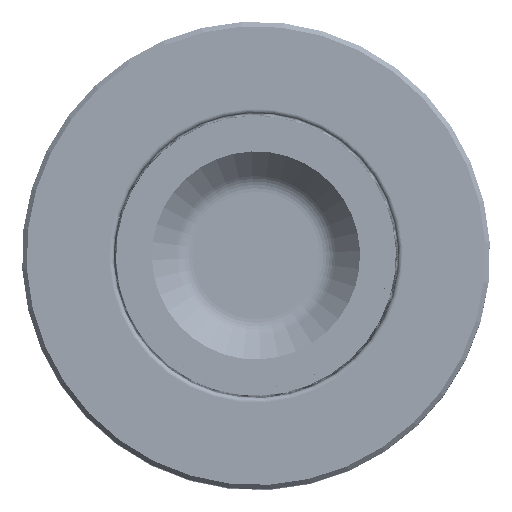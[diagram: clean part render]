
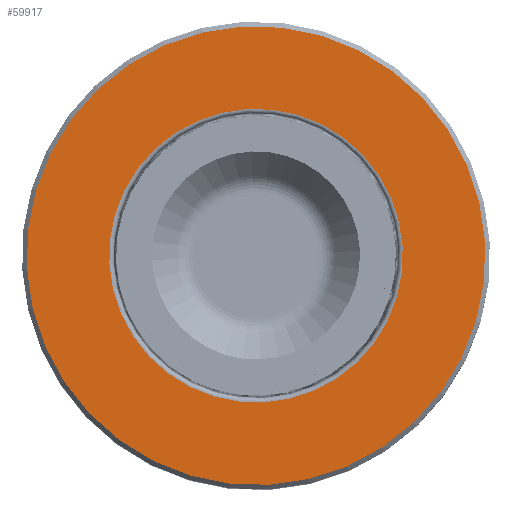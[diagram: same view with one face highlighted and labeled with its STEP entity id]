
A CAD part, top view. The second image highlights one B-rep face of the part: STEP entity #59917.
In plain terms, the highlighted face is planar.
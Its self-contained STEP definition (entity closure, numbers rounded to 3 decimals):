
#4097 = EDGE_LOOP ( 'NONE', ( #21043, #54392 ) ) ;
#8206 = FACE_BOUND ( 'NONE', #41606, .T. ) ;
#9226 = VERTEX_POINT ( 'NONE', #26391 ) ;
#9377 = VERTEX_POINT ( 'NONE', #25795 ) ;
#15182 = DIRECTION ( 'NONE',  ( 0., -1., 0. ) ) ;
#15388 = DIRECTION ( 'NONE',  ( 0., 1., 0. ) ) ;
#16111 = AXIS2_PLACEMENT_3D ( 'NONE', #46627, #15182, #46414 ) ;
#17383 = CIRCLE ( 'NONE', #16111, 25. ) ;
#17424 = DIRECTION ( 'NONE',  ( 0., -1., 0. ) ) ;
#17577 = CIRCLE ( 'NONE', #36409, 16. ) ;
#20681 = PLANE ( 'NONE',  #66300 ) ;
#21043 = ORIENTED_EDGE ( 'NONE', *, *, #56426, .F. ) ;
#24010 = EDGE_CURVE ( 'NONE', #9226, #27737, #35999, .T. ) ;
#24252 = ORIENTED_EDGE ( 'NONE', *, *, #50426, .T. ) ;
#25795 = CARTESIAN_POINT ( 'NONE',  ( 0., 30.687, 16. ) ) ;
#26391 = CARTESIAN_POINT ( 'NONE',  ( 0., 30.687, 25. ) ) ;
#27737 = VERTEX_POINT ( 'NONE', #50079 ) ;
#27857 = DIRECTION ( 'NONE',  ( 0., 0., -1. ) ) ;
#28075 = DIRECTION ( 'NONE',  ( 0., -1., 0. ) ) ;
#30123 = CARTESIAN_POINT ( 'NONE',  ( 0., 30.687, 0. ) ) ;
#31596 = CARTESIAN_POINT ( 'NONE',  ( 25., 30.687, 0. ) ) ;
#35442 = DIRECTION ( 'NONE',  ( 0., -1., 0. ) ) ;
#35999 = CIRCLE ( 'NONE', #36228, 25. ) ;
#36148 = CIRCLE ( 'NONE', #46012, 16. ) ;
#36228 = AXIS2_PLACEMENT_3D ( 'NONE', #44281, #17424, #54895 ) ;
#36409 = AXIS2_PLACEMENT_3D ( 'NONE', #30123, #35442, #51323 ) ;
#41606 = EDGE_LOOP ( 'NONE', ( #51671, #24252 ) ) ;
#44281 = CARTESIAN_POINT ( 'NONE',  ( 0., 30.687, 0. ) ) ;
#46012 = AXIS2_PLACEMENT_3D ( 'NONE', #64385, #28075, #27857 ) ;
#46414 = DIRECTION ( 'NONE',  ( 0., 0., -1. ) ) ;
#46627 = CARTESIAN_POINT ( 'NONE',  ( 0., 30.687, 0. ) ) ;
#48218 = VERTEX_POINT ( 'NONE', #64128 ) ;
#50079 = CARTESIAN_POINT ( 'NONE',  ( 0., 30.687, -25. ) ) ;
#50426 = EDGE_CURVE ( 'NONE', #9377, #48218, #17577, .T. ) ;
#51323 = DIRECTION ( 'NONE',  ( 0., 0., -1. ) ) ;
#51671 = ORIENTED_EDGE ( 'NONE', *, *, #65256, .T. ) ;
#54392 = ORIENTED_EDGE ( 'NONE', *, *, #24010, .F. ) ;
#54895 = DIRECTION ( 'NONE',  ( 0., 0., -1. ) ) ;
#56426 = EDGE_CURVE ( 'NONE', #27737, #9226, #17383, .T. ) ;
#59917 = ADVANCED_FACE ( 'NONE', ( #8206, #62813 ), #20681, .T. ) ;
#62589 = DIRECTION ( 'NONE',  ( 0., 0., 1. ) ) ;
#62813 = FACE_OUTER_BOUND ( 'NONE', #4097, .T. ) ;
#64128 = CARTESIAN_POINT ( 'NONE',  ( 0., 30.687, -16. ) ) ;
#64385 = CARTESIAN_POINT ( 'NONE',  ( 0., 30.687, 0. ) ) ;
#65256 = EDGE_CURVE ( 'NONE', #48218, #9377, #36148, .T. ) ;
#66300 = AXIS2_PLACEMENT_3D ( 'NONE', #31596, #15388, #62589 ) ;
